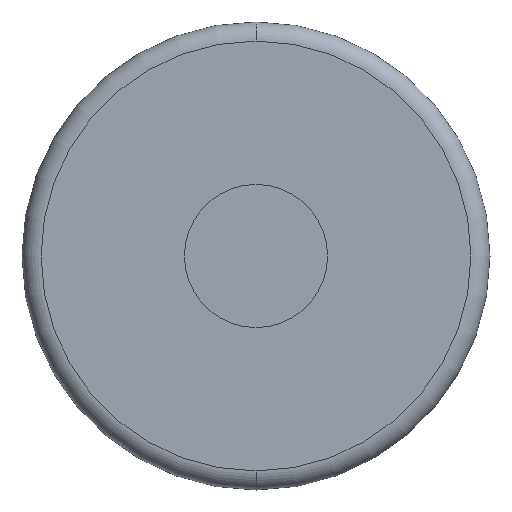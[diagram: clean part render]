
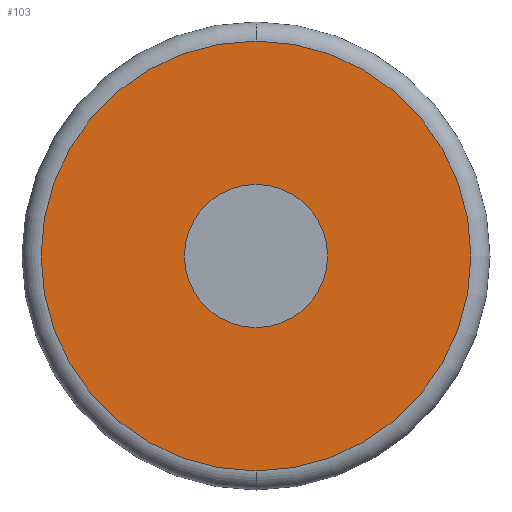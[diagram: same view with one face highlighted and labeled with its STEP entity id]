
A CAD part, front view. The second image highlights one B-rep face of the part: STEP entity #103.
In plain terms, the highlighted planar face has unit normal (0, -1, 0).
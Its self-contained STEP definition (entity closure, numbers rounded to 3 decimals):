
#17 = EDGE_LOOP ( 'NONE', ( #85, #542 ) ) ;
#35 = EDGE_LOOP ( 'NONE', ( #479, #133 ) ) ;
#83 = AXIS2_PLACEMENT_3D ( 'NONE', #527, #365, #338 ) ;
#85 = ORIENTED_EDGE ( 'NONE', *, *, #638, .F. ) ;
#87 = AXIS2_PLACEMENT_3D ( 'NONE', #613, #566, #733 ) ;
#103 = ADVANCED_FACE ( 'NONE', ( #770, #399 ), #670, .T. ) ;
#133 = ORIENTED_EDGE ( 'NONE', *, *, #640, .T. ) ;
#156 = AXIS2_PLACEMENT_3D ( 'NONE', #385, #384, #383 ) ;
#174 = VERTEX_POINT ( 'NONE', #606 ) ;
#175 = CIRCLE ( 'NONE', #156, 7.5 ) ;
#201 = AXIS2_PLACEMENT_3D ( 'NONE', #452, #449, #588 ) ;
#244 = CIRCLE ( 'NONE', #83, 22.5 ) ;
#302 = VERTEX_POINT ( 'NONE', #529 ) ;
#338 = DIRECTION ( 'NONE',  ( 0., 0., -1. ) ) ;
#365 = DIRECTION ( 'NONE',  ( 0., -1., 0. ) ) ;
#383 = DIRECTION ( 'NONE',  ( 0., 0., -1. ) ) ;
#384 = DIRECTION ( 'NONE',  ( 0., -1., 0. ) ) ;
#385 = CARTESIAN_POINT ( 'NONE',  ( 0., 0., 0. ) ) ;
#399 = FACE_BOUND ( 'NONE', #17, .T. ) ;
#440 = VERTEX_POINT ( 'NONE', #474 ) ;
#449 = DIRECTION ( 'NONE',  ( 0., -1., 0. ) ) ;
#452 = CARTESIAN_POINT ( 'NONE',  ( 0., 0., 0. ) ) ;
#474 = CARTESIAN_POINT ( 'NONE',  ( 0., 0., -7.5 ) ) ;
#479 = ORIENTED_EDGE ( 'NONE', *, *, #584, .T. ) ;
#486 = AXIS2_PLACEMENT_3D ( 'NONE', #657, #656, #654 ) ;
#527 = CARTESIAN_POINT ( 'NONE',  ( 0., 0., 0. ) ) ;
#529 = CARTESIAN_POINT ( 'NONE',  ( 0., 0., 7.5 ) ) ;
#542 = ORIENTED_EDGE ( 'NONE', *, *, #607, .F. ) ;
#566 = DIRECTION ( 'NONE',  ( 0., -1., 0. ) ) ;
#572 = VERTEX_POINT ( 'NONE', #766 ) ;
#584 = EDGE_CURVE ( 'NONE', #174, #572, #666, .T. ) ;
#588 = DIRECTION ( 'NONE',  ( 0., 0., -1. ) ) ;
#606 = CARTESIAN_POINT ( 'NONE',  ( 0., 0., -22.5 ) ) ;
#607 = EDGE_CURVE ( 'NONE', #302, #440, #175, .T. ) ;
#613 = CARTESIAN_POINT ( 'NONE',  ( 0., 0., 0. ) ) ;
#638 = EDGE_CURVE ( 'NONE', #440, #302, #778, .T. ) ;
#640 = EDGE_CURVE ( 'NONE', #572, #174, #244, .T. ) ;
#654 = DIRECTION ( 'NONE',  ( 0., 0., -1. ) ) ;
#656 = DIRECTION ( 'NONE',  ( 0., -1., 0. ) ) ;
#657 = CARTESIAN_POINT ( 'NONE',  ( 7.5, 0., 0. ) ) ;
#666 = CIRCLE ( 'NONE', #201, 22.5 ) ;
#670 = PLANE ( 'NONE',  #486 ) ;
#733 = DIRECTION ( 'NONE',  ( 0., 0., -1. ) ) ;
#766 = CARTESIAN_POINT ( 'NONE',  ( 0., 0., 22.5 ) ) ;
#770 = FACE_OUTER_BOUND ( 'NONE', #35, .T. ) ;
#778 = CIRCLE ( 'NONE', #87, 7.5 ) ;
